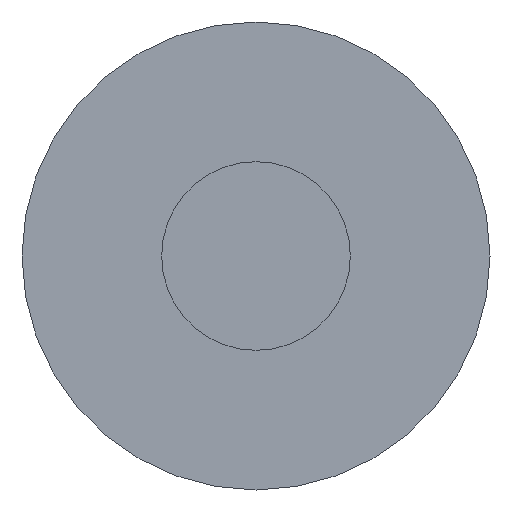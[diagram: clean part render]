
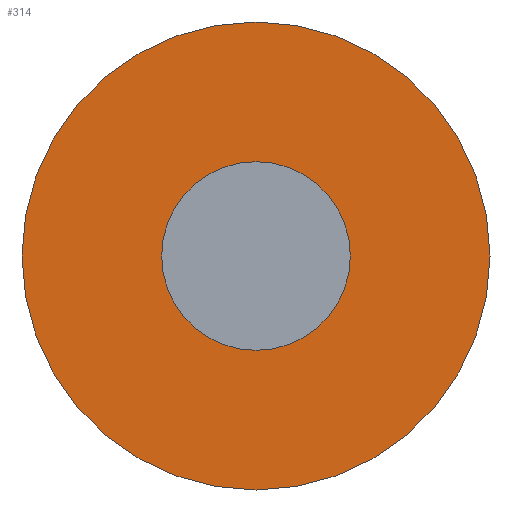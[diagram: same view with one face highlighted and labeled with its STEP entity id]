
A CAD part, front view. The second image highlights one B-rep face of the part: STEP entity #314.
In plain terms, the highlighted planar face has unit normal (0, -1, 0).
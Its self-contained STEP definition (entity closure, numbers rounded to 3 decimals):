
#235=CARTESIAN_POINT('POINT15',(7.874,-6.35,0.));
#236=VERTEX_POINT('VERTEX15',#235);
#237=CARTESIAN_POINT('POINT16',(-7.874,-6.35,
   0.));
#238=VERTEX_POINT('VERTEX16',#237);
#239=CARTESIAN_POINT('POS29',(0.,-6.35,
   0.));
#240=DIRECTION('DIR39',(0.,1.,
   0.));
#241=DIRECTION('DIR40',(1.,0.,
   0.));
#242=AXIS2_PLACEMENT_3D('AXIS11',#239,#240,#241);
#243=CIRCLE('ELLIPSE3',#242,7.874);
#244=EDGE_CURVE('EDGE21',#236,#238,#243,.T.);
#269=CARTESIAN_POINT('POS33',(0.,-6.35,
   0.));
#270=DIRECTION('DIR45',(0.,-1.,
   0.));
#271=DIRECTION('DIR46',(1.,0.,
   0.));
#272=AXIS2_PLACEMENT_3D('AXIS13',#269,#270,#271);
#273=CIRCLE('ELLIPSE4',#272,7.874);
#274=EDGE_CURVE('EDGE24',#236,#238,#273,.T.);
#285=ORIENTED_EDGE('COEDGE47',*,*,#274,.T.);
#286=ORIENTED_EDGE('COEDGE48',*,*,#244,.F.);
#287=EDGE_LOOP('NONE',(#285,#286));
#288=FACE_BOUND('LOOP1',#287,.T.);
#289=CARTESIAN_POINT('POINT17',(3.175,-6.35,0.));
#290=VERTEX_POINT('VERTEX17',#289);
#291=CARTESIAN_POINT('POINT18',(-3.175,-6.35,0.));
#292=VERTEX_POINT('VERTEX18',#291);
#293=CARTESIAN_POINT('POS35',(0.,-6.35,0.));
#294=DIRECTION('DIR49',(0.,1.,0.));
#295=DIRECTION('DIR50',(1.,0.,0.));
#296=AXIS2_PLACEMENT_3D('AXIS15',#293,#294,#295);
#297=CIRCLE('ELLIPSE5',#296,3.175);
#298=EDGE_CURVE('EDGE25',#290,#292,#297,.T.);
#299=ORIENTED_EDGE('COEDGE49',*,*,#298,.T.);
#300=CARTESIAN_POINT('POS36',(0.,-6.35,0.));
#301=DIRECTION('DIR51',(0.,-1.,0.));
#302=DIRECTION('DIR52',(1.,0.,0.));
#303=AXIS2_PLACEMENT_3D('AXIS16',#300,#301,#302);
#304=CIRCLE('ELLIPSE6',#303,3.175);
#305=EDGE_CURVE('EDGE26',#290,#292,#304,.T.);
#306=ORIENTED_EDGE('COEDGE50',*,*,#305,.F.);
#307=EDGE_LOOP('NONE',(#299,#306));
#308=FACE_BOUND('LOOP1',#307,.T.);
#309=CARTESIAN_POINT('POS37',(0.,-6.35,0.));
#310=DIRECTION('DIR53',(0.,1.,0.));
#311=DIRECTION('DIR54',(1.,0.,0.));
#312=AXIS2_PLACEMENT_3D('AXIS17',#309,#310,#311);
#313=PLANE('PLANE9',#312);
#314=ADVANCED_FACE('FACE11',(#288,#308),#313,.F.);
